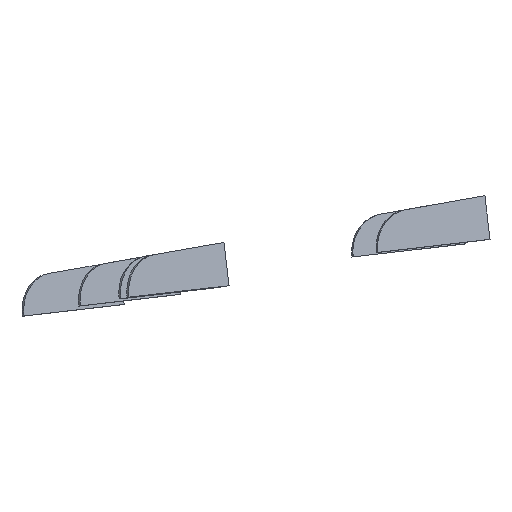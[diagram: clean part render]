
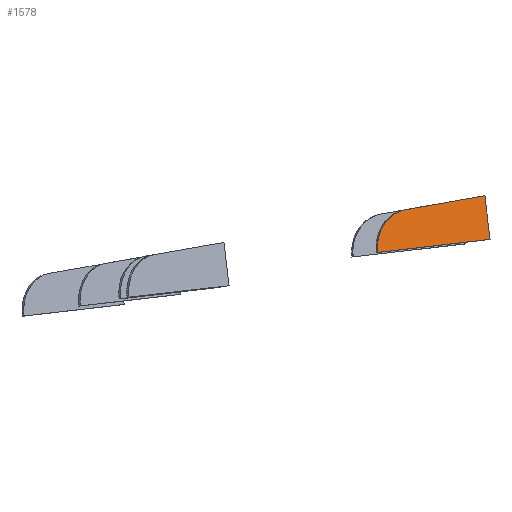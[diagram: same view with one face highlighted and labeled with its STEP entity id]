
A CAD part, top view. The second image highlights one B-rep face of the part: STEP entity #1578.
In plain terms, the highlighted planar face has unit normal (0.466, 0.054, 0.883).
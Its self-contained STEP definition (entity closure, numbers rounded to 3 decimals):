
#1461 = EDGE_CURVE('',#1462,#1464,#1466,.T.);
#1462 = VERTEX_POINT('',#1463);
#1463 = CARTESIAN_POINT('',(11688.308,2025.424,
    -2016.933));
#1464 = VERTEX_POINT('',#1465);
#1465 = CARTESIAN_POINT('',(12009.025,2081.975,
    -2189.799));
#1466 = SURFACE_CURVE('',#1467,(#1471,#1483),.PCURVE_S1.);
#1467 = LINE('',#1468,#1469);
#1468 = CARTESIAN_POINT('',(5075.319,859.376,
    1547.458));
#1469 = VECTOR('',#1470,1.);
#1470 = DIRECTION('',(0.87,0.153,-0.469));
#1471 = PCURVE('',#1472,#1477);
#1472 = PLANE('',#1473);
#1473 = AXIS2_PLACEMENT_3D('',#1474,#1475,#1476);
#1474 = CARTESIAN_POINT('',(6.078,-34.468,8065.));
#1475 = DIRECTION('',(-0.174,0.985,0.));
#1476 = DIRECTION('',(0.,0.,1.));
#1477 = DEFINITIONAL_REPRESENTATION('',(#1478),#1482);
#1478 = LINE('',#1479,#1480);
#1479 = CARTESIAN_POINT('',(-6517.542,5147.443));
#1480 = VECTOR('',#1481,1.);
#1481 = DIRECTION('',(-0.469,0.883));
#1482 = ( GEOMETRIC_REPRESENTATION_CONTEXT(2) 
PARAMETRIC_REPRESENTATION_CONTEXT() REPRESENTATION_CONTEXT('2D SPACE',''
  ) );
#1483 = PCURVE('',#1484,#1489);
#1484 = PLANE('',#1485);
#1485 = AXIS2_PLACEMENT_3D('',#1486,#1487,#1488);
#1486 = CARTESIAN_POINT('',(11688.308,2025.424,
    -2016.933));
#1487 = DIRECTION('',(0.466,0.055,0.883)
  );
#1488 = DIRECTION('',(-0.52,-0.791,0.323));
#1489 = DEFINITIONAL_REPRESENTATION('',(#1490),#1494);
#1490 = LINE('',#1491,#1492);
#1491 = CARTESIAN_POINT('',(5511.081,-5236.808));
#1492 = VECTOR('',#1493,1.);
#1493 = DIRECTION('',(-0.725,0.689));
#1494 = ( GEOMETRIC_REPRESENTATION_CONTEXT(2) 
PARAMETRIC_REPRESENTATION_CONTEXT() REPRESENTATION_CONTEXT('2D SPACE',''
  ) );
#1512 = PLANE('',#1513);
#1513 = AXIS2_PLACEMENT_3D('',#1514,#1515,#1516);
#1514 = CARTESIAN_POINT('',(12071.947,1411.008,
    -2218.76));
#1515 = DIRECTION('',(0.877,0.103,-0.469));
#1516 = DIRECTION('',(0.,-0.977,
    -0.213));
#1566 = CYLINDRICAL_SURFACE('',#1567,160.);
#1567 = AXIS2_PLACEMENT_3D('',#1568,#1569,#1570);
#1568 = CARTESIAN_POINT('',(11557.543,1839.898,
    -2319.208));
#1569 = DIRECTION('',(-0.463,-0.082,
    -0.883));
#1570 = DIRECTION('',(0.725,-0.608,-0.324));
#1578 = ADVANCED_FACE('',(#1579),#1484,.T.);
#1579 = FACE_BOUND('',#1580,.T.);
#1580 = EDGE_LOOP('',(#1581,#1611,#1632,#1633));
#1581 = ORIENTED_EDGE('',*,*,#1582,.F.);
#1582 = EDGE_CURVE('',#1583,#1585,#1587,.T.);
#1583 = VERTEX_POINT('',#1584);
#1584 = CARTESIAN_POINT('',(12029.781,1904.4,
    -2189.799));
#1585 = VERTEX_POINT('',#1586);
#1586 = CARTESIAN_POINT('',(11573.753,1851.098,
    -1945.674));
#1587 = SURFACE_CURVE('',#1588,(#1592,#1599),.PCURVE_S1.);
#1588 = LINE('',#1589,#1590);
#1589 = CARTESIAN_POINT('',(11640.309,1858.877,
    -1981.303));
#1590 = VECTOR('',#1591,1.);
#1591 = DIRECTION('',(-0.877,-0.103,0.469));
#1592 = PCURVE('',#1484,#1593);
#1593 = DEFINITIONAL_REPRESENTATION('',(#1594),#1598);
#1594 = LINE('',#1595,#1596);
#1595 = CARTESIAN_POINT('',(168.174,55.034));
#1596 = VECTOR('',#1597,1.);
#1597 = DIRECTION('',(0.689,-0.725));
#1598 = ( GEOMETRIC_REPRESENTATION_CONTEXT(2) 
PARAMETRIC_REPRESENTATION_CONTEXT() REPRESENTATION_CONTEXT('2D SPACE',''
  ) );
#1599 = PCURVE('',#1600,#1605);
#1600 = PLANE('',#1601);
#1601 = AXIS2_PLACEMENT_3D('',#1602,#1603,#1604);
#1602 = CARTESIAN_POINT('',(11573.753,1851.098,
    -1945.674));
#1603 = DIRECTION('',(0.129,-0.991,0.024)
  );
#1604 = DIRECTION('',(-0.992,-0.129,0.
    ));
#1605 = DEFINITIONAL_REPRESENTATION('',(#1606),#1610);
#1606 = LINE('',#1607,#1608);
#1607 = CARTESIAN_POINT('',(-67.004,35.64));
#1608 = VECTOR('',#1609,1.);
#1609 = DIRECTION('',(0.883,-0.47));
#1610 = ( GEOMETRIC_REPRESENTATION_CONTEXT(2) 
PARAMETRIC_REPRESENTATION_CONTEXT() REPRESENTATION_CONTEXT('2D SPACE',''
  ) );
#1611 = ORIENTED_EDGE('',*,*,#1612,.F.);
#1612 = EDGE_CURVE('',#1464,#1583,#1613,.T.);
#1613 = SURFACE_CURVE('',#1614,(#1618,#1625),.PCURVE_S1.);
#1614 = LINE('',#1615,#1616);
#1615 = CARTESIAN_POINT('',(12049.233,1737.982,
    -2189.799));
#1616 = VECTOR('',#1617,1.);
#1617 = DIRECTION('',(0.116,-0.993,0.)
  );
#1618 = PCURVE('',#1484,#1619);
#1619 = DEFINITIONAL_REPRESENTATION('',(#1620),#1624);
#1620 = LINE('',#1621,#1622);
#1621 = CARTESIAN_POINT('',(-16.129,492.455));
#1622 = VECTOR('',#1623,1.);
#1623 = DIRECTION('',(0.725,0.689));
#1624 = ( GEOMETRIC_REPRESENTATION_CONTEXT(2) 
PARAMETRIC_REPRESENTATION_CONTEXT() REPRESENTATION_CONTEXT('2D SPACE',''
  ) );
#1625 = PCURVE('',#1512,#1626);
#1626 = DEFINITIONAL_REPRESENTATION('',(#1627),#1631);
#1627 = LINE('',#1628,#1629);
#1628 = CARTESIAN_POINT('',(-325.626,47.269));
#1629 = VECTOR('',#1630,1.);
#1630 = DIRECTION('',(0.97,-0.242));
#1631 = ( GEOMETRIC_REPRESENTATION_CONTEXT(2) 
PARAMETRIC_REPRESENTATION_CONTEXT() REPRESENTATION_CONTEXT('2D SPACE',''
  ) );
#1632 = ORIENTED_EDGE('',*,*,#1461,.F.);
#1633 = ORIENTED_EDGE('',*,*,#1634,.T.);
#1634 = EDGE_CURVE('',#1462,#1585,#1635,.T.);
#1635 = SURFACE_CURVE('',#1636,(#1641,#1648),.PCURVE_S1.);
#1636 = ELLIPSE('',#1637,160.06,160.);
#1637 = AXIS2_PLACEMENT_3D('',#1638,#1639,#1640);
#1638 = CARTESIAN_POINT('',(11714.069,1867.498,
    -2020.789));
#1639 = DIRECTION('',(0.466,0.055,0.883)
  );
#1640 = DIRECTION('',(0.116,-0.993,0.
    ));
#1641 = PCURVE('',#1484,#1642);
#1642 = DEFINITIONAL_REPRESENTATION('',(#1643),#1647);
#1643 = ELLIPSE('',#1644,160.06,160.);
#1644 = AXIS2_PLACEMENT_2D('',#1645,#1646);
#1645 = CARTESIAN_POINT('',(110.26,116.025));
#1646 = DIRECTION('',(0.725,0.689));
#1647 = ( GEOMETRIC_REPRESENTATION_CONTEXT(2) 
PARAMETRIC_REPRESENTATION_CONTEXT() REPRESENTATION_CONTEXT('2D SPACE',''
  ) );
#1648 = PCURVE('',#1566,#1649);
#1649 = DEFINITIONAL_REPRESENTATION('',(#1650),#1660);
#1650 = B_SPLINE_CURVE_WITH_KNOTS('',8,(#1651,#1652,#1653,#1654,#1655,
    #1656,#1657,#1658,#1659),.UNSPECIFIED.,.F.,.F.,(9,9),(3.193
    ,4.712),.PIECEWISE_BEZIER_KNOTS.);
#1651 = CARTESIAN_POINT('',(3.901,-342.476));
#1652 = CARTESIAN_POINT('',(3.711,-342.433));
#1653 = CARTESIAN_POINT('',(3.521,-342.211));
#1654 = CARTESIAN_POINT('',(3.332,-341.81));
#1655 = CARTESIAN_POINT('',(3.142,-341.248));
#1656 = CARTESIAN_POINT('',(2.952,-340.554));
#1657 = CARTESIAN_POINT('',(2.762,-339.769));
#1658 = CARTESIAN_POINT('',(2.572,-338.938));
#1659 = CARTESIAN_POINT('',(2.382,-338.107));
#1660 = ( GEOMETRIC_REPRESENTATION_CONTEXT(2) 
PARAMETRIC_REPRESENTATION_CONTEXT() REPRESENTATION_CONTEXT('2D SPACE',''
  ) );
